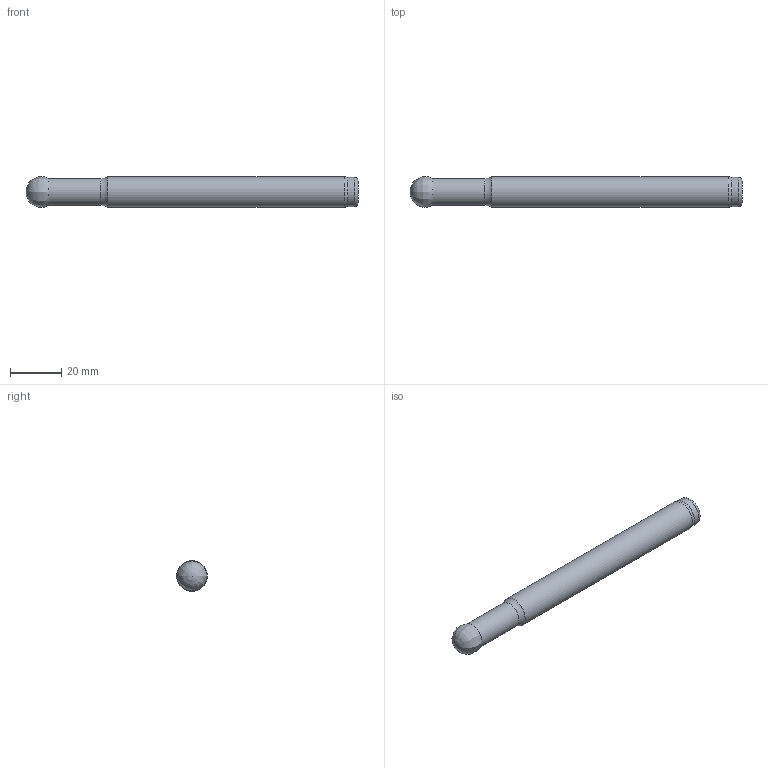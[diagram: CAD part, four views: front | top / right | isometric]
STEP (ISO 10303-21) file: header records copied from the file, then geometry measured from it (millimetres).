
FILE_DESCRIPTION(/* description */ (''),/* implementation_level */ '2;1');
FILE_NAME(/* name */ 'APMR-BNM12-D12-C12-L130.stp',/* time_stamp */ '2023-10-02T12:02:00+03:00',/* author */ (''),/* organization */ (''),/* preprocessor_version */ 'ST-DEVELOPER v19.4',/* originating_system */ 'SIEMENS PLM Software NX2306.5001',/* authorisation */ '');
FILE_SCHEMA (('AUTOMOTIVE_DESIGN { 1 0 10303 214 3 1 1 1 }'));
Length unit declared in the file: millimetre
Products named in the file (1): APMR-BNM12-D12-C12-L130-LIGHT_x_t_objects
Bounding box: 130 x 12 x 12 mm (x, y, z)
Volume: 14436.8 mm3; surface area: 5246.9 mm2
Topology: 2 solids, 2 shells, 11 faces, 21 edges, 12 vertices
Faces by surface type: cylinder 3, sphere 2, plane 2, torus 2, cone 1, bspline 1
Full cylindrical faces by diameter (mm): 10.5 x1, 11.5 x1, 12 x1
Entity records: 370 total; most frequent: CARTESIAN_POINT 145, DIRECTION 43, ORIENTED_EDGE 24, AXIS2_PLACEMENT_3D 21, EDGE_LOOP 17, FACE_BOUND 12, EDGE_CURVE 12, ADVANCED_FACE 11
